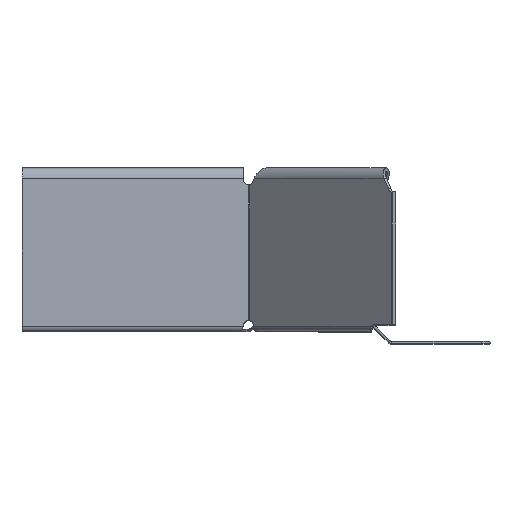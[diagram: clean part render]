
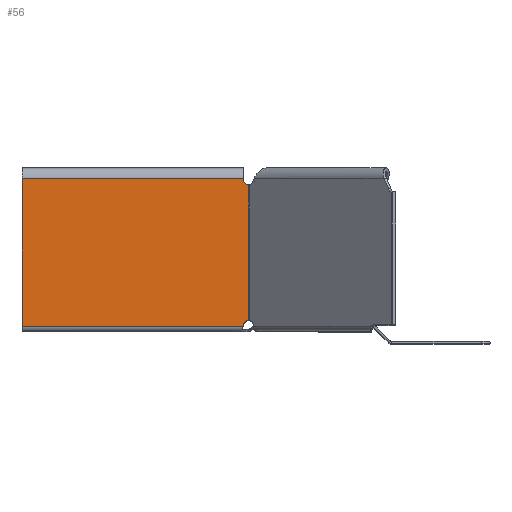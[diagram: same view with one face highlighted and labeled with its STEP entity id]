
A CAD part, top view. The second image highlights one B-rep face of the part: STEP entity #56.
In plain terms, the highlighted face is planar.
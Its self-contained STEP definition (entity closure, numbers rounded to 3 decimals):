
#7 = ORIENTED_EDGE ( 'NONE', *, *, #5455, .F. ) ;
#54 = VERTEX_POINT ( 'NONE', #202 ) ;
#56 = ADVANCED_FACE ( 'NONE', ( #2844 ), #3721, .F. ) ;
#202 = CARTESIAN_POINT ( 'NONE',  ( 0., 53.25, -6.75 ) ) ;
#206 = CARTESIAN_POINT ( 'NONE',  ( 0., 0., -6.75 ) ) ;
#276 = CARTESIAN_POINT ( 'NONE',  ( -79.35, 53.25, -6.75 ) ) ;
#496 = CARTESIAN_POINT ( 'NONE',  ( 0., 1.75, -6.75 ) ) ;
#543 = VERTEX_POINT ( 'NONE', #2292 ) ;
#621 = EDGE_CURVE ( 'NONE', #2608, #2269, #2463, .T. ) ;
#737 = CARTESIAN_POINT ( 'NONE',  ( -78.98, 3.969, -6.75 ) ) ;
#771 = CIRCLE ( 'NONE', #3868, 2.25 ) ;
#992 = ORIENTED_EDGE ( 'NONE', *, *, #621, .F. ) ;
#1062 = ORIENTED_EDGE ( 'NONE', *, *, #5380, .T. ) ;
#1067 = CIRCLE ( 'NONE', #4863, 2.25 ) ;
#1304 = CARTESIAN_POINT ( 'NONE',  ( -78.98, 0., -6.75 ) ) ;
#1404 = DIRECTION ( 'NONE',  ( 1., 0., 0. ) ) ;
#1458 = LINE ( 'NONE', #5305, #4140 ) ;
#1860 = DIRECTION ( 'NONE',  ( 0., 0., 1. ) ) ;
#2030 = DIRECTION ( 'NONE',  ( 0., 0., -1. ) ) ;
#2269 = VERTEX_POINT ( 'NONE', #496 ) ;
#2292 = CARTESIAN_POINT ( 'NONE',  ( -78.98, 51.031, -6.75 ) ) ;
#2422 = CARTESIAN_POINT ( 'NONE',  ( -79.35, 1.75, -6.75 ) ) ;
#2463 = LINE ( 'NONE', #5528, #5140 ) ;
#2498 = ORIENTED_EDGE ( 'NONE', *, *, #2660, .F. ) ;
#2521 = VECTOR ( 'NONE', #4468, 1000. ) ;
#2559 = CARTESIAN_POINT ( 'NONE',  ( -77.1, 53.25, -6.75 ) ) ;
#2608 = VERTEX_POINT ( 'NONE', #4027 ) ;
#2634 = EDGE_CURVE ( 'NONE', #3239, #54, #1458, .T. ) ;
#2660 = EDGE_CURVE ( 'NONE', #2269, #54, #4111, .T. ) ;
#2769 = DIRECTION ( 'NONE',  ( 0., 0., -1. ) ) ;
#2798 = DIRECTION ( 'NONE',  ( 0., 1., 0. ) ) ;
#2844 = FACE_OUTER_BOUND ( 'NONE', #3328, .T. ) ;
#3239 = VERTEX_POINT ( 'NONE', #2559 ) ;
#3328 = EDGE_LOOP ( 'NONE', ( #1062, #4151, #5218, #2498, #992, #7 ) ) ;
#3340 = DIRECTION ( 'NONE',  ( 1., 0., 0. ) ) ;
#3523 = EDGE_CURVE ( 'NONE', #3239, #543, #1067, .T. ) ;
#3555 = VERTEX_POINT ( 'NONE', #737 ) ;
#3687 = CARTESIAN_POINT ( 'NONE',  ( -206.54, 0., -6.75 ) ) ;
#3721 = PLANE ( 'NONE',  #3934 ) ;
#3761 = DIRECTION ( 'NONE',  ( 0., 1., 0. ) ) ;
#3868 = AXIS2_PLACEMENT_3D ( 'NONE', #2422, #2769, #2798 ) ;
#3934 = AXIS2_PLACEMENT_3D ( 'NONE', #3687, #1860, #4083 ) ;
#4027 = CARTESIAN_POINT ( 'NONE',  ( -77.1, 1.75, -6.75 ) ) ;
#4083 = DIRECTION ( 'NONE',  ( 0., 1., 0. ) ) ;
#4111 = LINE ( 'NONE', #206, #2521 ) ;
#4140 = VECTOR ( 'NONE', #1404, 1000. ) ;
#4151 = ORIENTED_EDGE ( 'NONE', *, *, #3523, .F. ) ;
#4421 = VECTOR ( 'NONE', #4975, 1000. ) ;
#4468 = DIRECTION ( 'NONE',  ( 0., 1., 0. ) ) ;
#4863 = AXIS2_PLACEMENT_3D ( 'NONE', #276, #2030, #3761 ) ;
#4975 = DIRECTION ( 'NONE',  ( 0., 1., 0. ) ) ;
#5140 = VECTOR ( 'NONE', #3340, 1000. ) ;
#5208 = LINE ( 'NONE', #1304, #4421 ) ;
#5218 = ORIENTED_EDGE ( 'NONE', *, *, #2634, .T. ) ;
#5305 = CARTESIAN_POINT ( 'NONE',  ( -206.54, 53.25, -6.75 ) ) ;
#5380 = EDGE_CURVE ( 'NONE', #3555, #543, #5208, .T. ) ;
#5455 = EDGE_CURVE ( 'NONE', #3555, #2608, #771, .T. ) ;
#5528 = CARTESIAN_POINT ( 'NONE',  ( -206.54, 1.75, -6.75 ) ) ;
